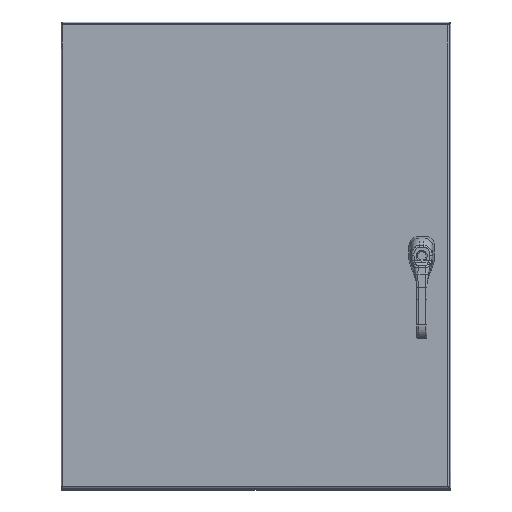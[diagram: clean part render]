
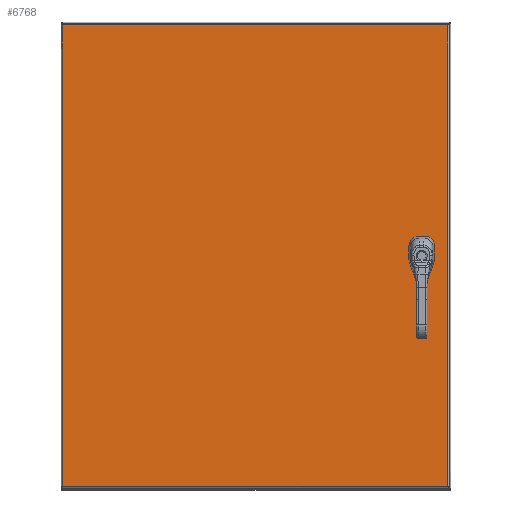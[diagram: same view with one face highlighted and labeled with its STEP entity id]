
A CAD part, top view. The second image highlights one B-rep face of the part: STEP entity #6768.
In plain terms, the highlighted face is planar.
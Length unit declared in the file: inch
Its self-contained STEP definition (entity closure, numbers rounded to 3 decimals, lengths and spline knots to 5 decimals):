
#4959=CARTESIAN_POINT('',(2.33762,18.275,0.0));
#4960=VERTEX_POINT('',#4959);
#4967=CARTESIAN_POINT('',(2.525,18.08762,0.0));
#4968=VERTEX_POINT('',#4967);
#4969=CARTESIAN_POINT('',(2.125,17.875,0.0));
#4970=DIRECTION('',(0.0,0.0,1.0));
#4971=DIRECTION('',(-0.469,-0.883,0.0));
#4972=AXIS2_PLACEMENT_3D('',#4969,#4970,#4971);
#4973=CIRCLE('',#4972,0.453);
#4974=EDGE_CURVE('',#4968,#4960,#4973,.T.);
#4999=CARTESIAN_POINT('',(2.525,17.66238,0.0));
#5000=VERTEX_POINT('',#4999);
#5001=CARTESIAN_POINT('',(2.525,17.66238,0.0));
#5002=DIRECTION('',(0.0,1.0,0.0));
#5003=VECTOR('',#5002,0.42525);
#5004=LINE('',#5001,#5003);
#5005=EDGE_CURVE('',#5000,#4968,#5004,.T.);
#5031=CARTESIAN_POINT('',(2.33762,17.475,0.0));
#5032=VERTEX_POINT('',#5031);
#5033=CARTESIAN_POINT('',(2.125,17.875,0.0));
#5034=DIRECTION('',(0.0,0.0,1.0));
#5035=DIRECTION('',(-0.883,0.469,0.0));
#5036=AXIS2_PLACEMENT_3D('',#5033,#5034,#5035);
#5037=CIRCLE('',#5036,0.453);
#5038=EDGE_CURVE('',#5032,#5000,#5037,.T.);
#5063=CARTESIAN_POINT('',(1.91238,17.475,0.0));
#5064=VERTEX_POINT('',#5063);
#5065=CARTESIAN_POINT('',(1.91238,17.475,0.0));
#5066=DIRECTION('',(1.0,0.0,0.0));
#5067=VECTOR('',#5066,0.42525);
#5068=LINE('',#5065,#5067);
#5069=EDGE_CURVE('',#5064,#5032,#5068,.T.);
#5095=CARTESIAN_POINT('',(1.725,17.66238,0.0));
#5096=VERTEX_POINT('',#5095);
#5097=CARTESIAN_POINT('',(2.125,17.875,0.0));
#5098=DIRECTION('',(0.0,0.0,1.0));
#5099=DIRECTION('',(0.469,0.883,0.0));
#5100=AXIS2_PLACEMENT_3D('',#5097,#5098,#5099);
#5101=CIRCLE('',#5100,0.453);
#5102=EDGE_CURVE('',#5096,#5064,#5101,.T.);
#5127=CARTESIAN_POINT('',(1.725,18.08762,0.0));
#5128=VERTEX_POINT('',#5127);
#5129=CARTESIAN_POINT('',(1.725,18.08762,0.0));
#5130=DIRECTION('',(0.0,-1.0,0.0));
#5131=VECTOR('',#5130,0.42525);
#5132=LINE('',#5129,#5131);
#5133=EDGE_CURVE('',#5128,#5096,#5132,.T.);
#5159=CARTESIAN_POINT('',(1.91238,18.275,0.0));
#5160=VERTEX_POINT('',#5159);
#5161=CARTESIAN_POINT('',(2.125,17.875,0.0));
#5162=DIRECTION('',(0.0,0.0,1.0));
#5163=DIRECTION('',(0.883,-0.469,0.0));
#5164=AXIS2_PLACEMENT_3D('',#5161,#5162,#5163);
#5165=CIRCLE('',#5164,0.453);
#5166=EDGE_CURVE('',#5160,#5128,#5165,.T.);
#5189=CARTESIAN_POINT('',(2.33762,18.275,0.0));
#5190=DIRECTION('',(-1.0,0.0,0.0));
#5191=VECTOR('',#5190,0.42525);
#5192=LINE('',#5189,#5191);
#5193=EDGE_CURVE('',#4960,#5160,#5192,.T.);
#5776=CARTESIAN_POINT('',(29.76975,0.10525,0.));
#5777=VERTEX_POINT('',#5776);
#5788=CARTESIAN_POINT('',(29.76975,35.64475,0.));
#5789=VERTEX_POINT('',#5788);
#5790=CARTESIAN_POINT('',(29.76975,35.64475,0.0));
#5791=DIRECTION('',(0.0,-1.0,0.0));
#5792=VECTOR('',#5791,35.5395);
#5793=LINE('',#5790,#5792);
#5794=EDGE_CURVE('',#5789,#5777,#5793,.T.);
#5946=CARTESIAN_POINT('',(0.10525,0.10525,0.));
#5947=VERTEX_POINT('',#5946);
#5958=CARTESIAN_POINT('',(29.76975,0.10525,0.0));
#5959=DIRECTION('',(-1.0,0.0,0.0));
#5960=VECTOR('',#5959,29.6645);
#5961=LINE('',#5958,#5960);
#5962=EDGE_CURVE('',#5777,#5947,#5961,.T.);
#6223=CARTESIAN_POINT('',(0.10525,35.64475,0.));
#6224=VERTEX_POINT('',#6223);
#6235=CARTESIAN_POINT('',(0.10525,0.10525,0.0));
#6236=DIRECTION('',(0.0,1.0,0.0));
#6237=VECTOR('',#6236,35.5395);
#6238=LINE('',#6235,#6237);
#6239=EDGE_CURVE('',#5947,#6224,#6238,.T.);
#6504=CARTESIAN_POINT('',(0.10525,35.64475,0.0));
#6505=DIRECTION('',(1.0,0.0,0.0));
#6506=VECTOR('',#6505,29.6645);
#6507=LINE('',#6504,#6506);
#6508=EDGE_CURVE('',#6224,#5789,#6507,.T.);
#6747=CARTESIAN_POINT('',(14.9375,17.875,0.0));
#6748=DIRECTION('',(0.0,0.0,1.0));
#6749=DIRECTION('',(1.0,0.0,0.0));
#6750=AXIS2_PLACEMENT_3D('',#6747,#6748,#6749);
#6751=PLANE('',#6750);
#6752=ORIENTED_EDGE('',*,*,#5794,.T.);
#6753=ORIENTED_EDGE('',*,*,#5962,.T.);
#6754=ORIENTED_EDGE('',*,*,#6239,.T.);
#6755=ORIENTED_EDGE('',*,*,#6508,.T.);
#6756=EDGE_LOOP('',(#6752,#6753,#6754,#6755));
#6757=FACE_OUTER_BOUND('',#6756,.T.);
#6758=ORIENTED_EDGE('',*,*,#4974,.T.);
#6759=ORIENTED_EDGE('',*,*,#5193,.T.);
#6760=ORIENTED_EDGE('',*,*,#5166,.T.);
#6761=ORIENTED_EDGE('',*,*,#5133,.T.);
#6762=ORIENTED_EDGE('',*,*,#5102,.T.);
#6763=ORIENTED_EDGE('',*,*,#5069,.T.);
#6764=ORIENTED_EDGE('',*,*,#5038,.T.);
#6765=ORIENTED_EDGE('',*,*,#5005,.T.);
#6766=EDGE_LOOP('',(#6758,#6759,#6760,#6761,#6762,#6763,#6764,#6765));
#6767=FACE_BOUND('',#6766,.T.);
#6768=ADVANCED_FACE('',(#6757,#6767),#6751,.F.);
